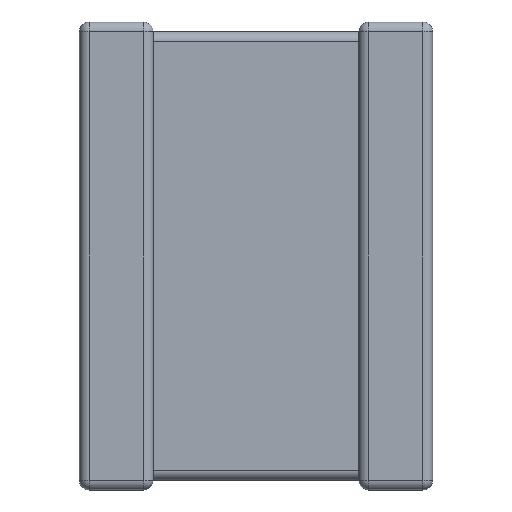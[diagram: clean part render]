
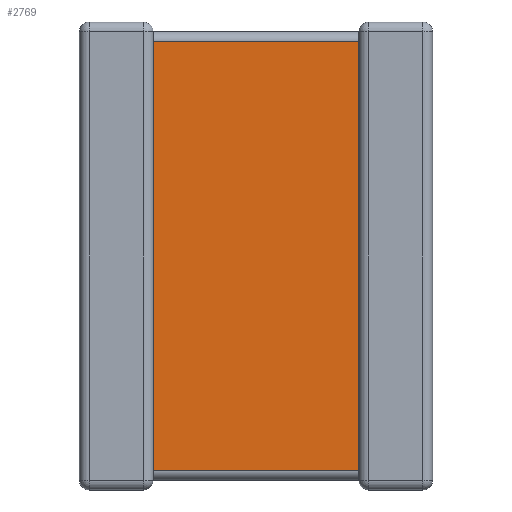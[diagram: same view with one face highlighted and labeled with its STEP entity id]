
A CAD part, front view. The second image highlights one B-rep face of the part: STEP entity #2769.
In plain terms, the highlighted planar face has unit normal (0, -1, 0).
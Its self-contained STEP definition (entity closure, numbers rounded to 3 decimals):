
#242 = VECTOR ( 'NONE', #4177, 1000. ) ;
#250 = DIRECTION ( 'NONE',  ( 0., -1., 0. ) ) ;
#333 = VERTEX_POINT ( 'NONE', #3519 ) ;
#409 = EDGE_CURVE ( 'NONE', #2000, #4091, #1886, .T. ) ;
#619 = DIRECTION ( 'NONE',  ( 0., 0., 1. ) ) ;
#646 = CARTESIAN_POINT ( 'NONE',  ( 6.33, 0.22, -10.6 ) ) ;
#671 = EDGE_CURVE ( 'NONE', #4091, #333, #3528, .T. ) ;
#1010 = CARTESIAN_POINT ( 'NONE',  ( 1.67, 0.22, -10.6 ) ) ;
#1088 = CARTESIAN_POINT ( 'NONE',  ( 6.33, 0.22, -10.159 ) ) ;
#1357 = VECTOR ( 'NONE', #2917, 1000. ) ;
#1653 = CARTESIAN_POINT ( 'NONE',  ( 1.67, 0.22, -10.6 ) ) ;
#1886 = LINE ( 'NONE', #2972, #2009 ) ;
#2000 = VERTEX_POINT ( 'NONE', #2089 ) ;
#2009 = VECTOR ( 'NONE', #2625, 1000. ) ;
#2024 = PLANE ( 'NONE',  #3141 ) ;
#2089 = CARTESIAN_POINT ( 'NONE',  ( 1.67, 0.22, -10.159 ) ) ;
#2322 = EDGE_LOOP ( 'NONE', ( #4495, #2947, #3163, #2812 ) ) ;
#2502 = CARTESIAN_POINT ( 'NONE',  ( 1.67, 0.22, -0.441 ) ) ;
#2625 = DIRECTION ( 'NONE',  ( 1., 0., 0. ) ) ;
#2769 = ADVANCED_FACE ( 'NONE', ( #4172 ), #2024, .T. ) ;
#2812 = ORIENTED_EDGE ( 'NONE', *, *, #3354, .T. ) ;
#2917 = DIRECTION ( 'NONE',  ( -1., 0., 0. ) ) ;
#2942 = LINE ( 'NONE', #2502, #1357 ) ;
#2947 = ORIENTED_EDGE ( 'NONE', *, *, #409, .T. ) ;
#2972 = CARTESIAN_POINT ( 'NONE',  ( 6.33, 0.22, -10.159 ) ) ;
#3035 = VERTEX_POINT ( 'NONE', #3775 ) ;
#3141 = AXIS2_PLACEMENT_3D ( 'NONE', #1010, #250, #3797 ) ;
#3163 = ORIENTED_EDGE ( 'NONE', *, *, #671, .T. ) ;
#3354 = EDGE_CURVE ( 'NONE', #333, #3035, #2942, .T. ) ;
#3476 = LINE ( 'NONE', #1653, #4492 ) ;
#3519 = CARTESIAN_POINT ( 'NONE',  ( 6.33, 0.22, -0.441 ) ) ;
#3528 = LINE ( 'NONE', #646, #242 ) ;
#3583 = EDGE_CURVE ( 'NONE', #2000, #3035, #3476, .T. ) ;
#3775 = CARTESIAN_POINT ( 'NONE',  ( 1.67, 0.22, -0.441 ) ) ;
#3797 = DIRECTION ( 'NONE',  ( 1., 0., 0. ) ) ;
#4091 = VERTEX_POINT ( 'NONE', #1088 ) ;
#4172 = FACE_OUTER_BOUND ( 'NONE', #2322, .T. ) ;
#4177 = DIRECTION ( 'NONE',  ( 0., 0., 1. ) ) ;
#4492 = VECTOR ( 'NONE', #619, 1000. ) ;
#4495 = ORIENTED_EDGE ( 'NONE', *, *, #3583, .F. ) ;
